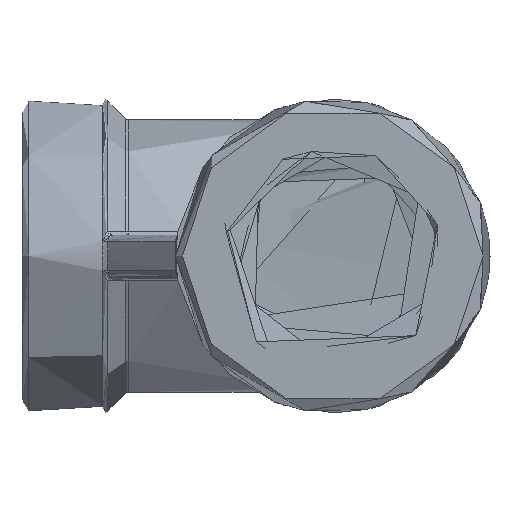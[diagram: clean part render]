
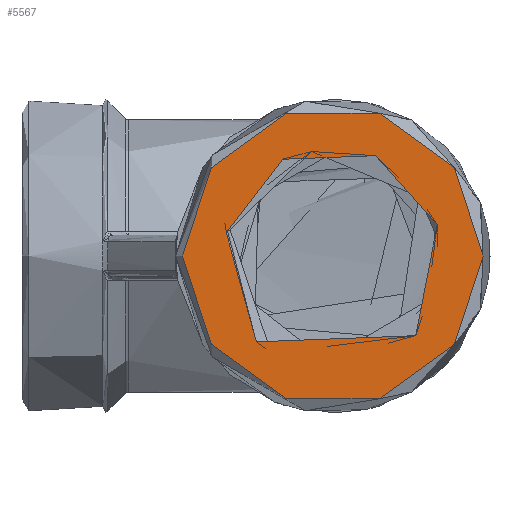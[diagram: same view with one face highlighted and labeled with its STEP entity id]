
A CAD part, left-side view. The second image highlights one B-rep face of the part: STEP entity #5567.
In plain terms, the highlighted planar face has unit normal (-1, 0, 0).
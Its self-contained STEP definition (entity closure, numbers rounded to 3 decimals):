
#913=FACE_BOUND('',#1780,.T.);
#1135=B_SPLINE_CURVE_WITH_KNOTS('',3,(#21479,#21480,#21481,#21482,#21483,
#21484,#21485,#21486,#21487,#21488),.UNSPECIFIED.,.F.,.F.,(4,2,2,2,4),(0.001,
0.206,0.414,0.629,0.848),
 .UNSPECIFIED.);
#1138=B_SPLINE_CURVE_WITH_KNOTS('',3,(#21785,#21786,#21787,#21788),
 .UNSPECIFIED.,.F.,.F.,(4,4),(0.,0.),.UNSPECIFIED.);
#1139=B_SPLINE_CURVE_WITH_KNOTS('',3,(#21794,#21795,#21796,#21797,#21798,
#21799,#21800,#21801,#21802,#21803),.UNSPECIFIED.,.F.,.F.,(4,2,2,2,4),(0.,
0.216,0.428,0.638,0.845),
 .UNSPECIFIED.);
#1140=B_SPLINE_CURVE_WITH_KNOTS('',3,(#21806,#21807,#21808,#21809),
 .UNSPECIFIED.,.F.,.F.,(4,4),(0.,0.),.UNSPECIFIED.);
#1141=B_SPLINE_CURVE_WITH_KNOTS('',3,(#21810,#21811,#21812,#21813,#21814,
#21815,#21816,#21817,#21818,#21819,#21820,#21821,#21822,#21823),
 .UNSPECIFIED.,.F.,.F.,(4,2,2,2,2,2,4),(0.001,0.109,
0.227,0.417,0.641,0.787,
0.913),.UNSPECIFIED.);
#1401=FACE_OUTER_BOUND('',#1779,.T.);
#1779=EDGE_LOOP('',(#4449));
#1780=EDGE_LOOP('',(#4450,#4451,#4452,#4453,#4454,#4455));
#2162=CIRCLE('',#6070,10.75);
#2163=CIRCLE('',#6071,7.8);
#2569=VERTEX_POINT('',#21477);
#2570=VERTEX_POINT('',#21478);
#2572=VERTEX_POINT('',#21501);
#2573=VERTEX_POINT('',#21790);
#2574=VERTEX_POINT('',#21792);
#2575=VERTEX_POINT('',#21793);
#2576=VERTEX_POINT('',#21804);
#3253=EDGE_CURVE('',#2569,#2570,#1135,.T.);
#3257=EDGE_CURVE('',#2570,#2572,#1138,.T.);
#3258=EDGE_CURVE('',#2573,#2573,#2162,.T.);
#3259=EDGE_CURVE('',#2574,#2575,#1139,.T.);
#3260=EDGE_CURVE('',#2575,#2576,#2163,.T.);
#3261=EDGE_CURVE('',#2576,#2569,#1140,.T.);
#3262=EDGE_CURVE('',#2572,#2574,#1141,.T.);
#4449=ORIENTED_EDGE('',*,*,#3258,.T.);
#4450=ORIENTED_EDGE('',*,*,#3259,.T.);
#4451=ORIENTED_EDGE('',*,*,#3260,.T.);
#4452=ORIENTED_EDGE('',*,*,#3261,.T.);
#4453=ORIENTED_EDGE('',*,*,#3253,.T.);
#4454=ORIENTED_EDGE('',*,*,#3257,.T.);
#4455=ORIENTED_EDGE('',*,*,#3262,.T.);
#5370=PLANE('',#6069);
#5567=ADVANCED_FACE('',(#1401,#913),#5370,.T.);
#6069=AXIS2_PLACEMENT_3D('',#21789,#6895,#6896);
#6070=AXIS2_PLACEMENT_3D('',#21791,#6897,#6898);
#6071=AXIS2_PLACEMENT_3D('',#21805,#6899,#6900);
#6895=DIRECTION('center_axis',(-1.,0.,0.));
#6896=DIRECTION('ref_axis',(0.,1.,0.));
#6897=DIRECTION('center_axis',(-1.,0.,0.));
#6898=DIRECTION('ref_axis',(0.,1.,0.));
#6899=DIRECTION('center_axis',(1.,0.,0.));
#6900=DIRECTION('ref_axis',(0.,0.977,0.212));
#21477=CARTESIAN_POINT('',(-22.25,-7.475,2.23));
#21478=CARTESIAN_POINT('',(-22.25,-5.938,-5.701));
#21479=CARTESIAN_POINT('Ctrl Pts',(-22.25,-7.475,2.23));
#21480=CARTESIAN_POINT('Ctrl Pts',(-22.25,-7.704,1.585));
#21481=CARTESIAN_POINT('Ctrl Pts',(-22.25,-7.848,
0.916));
#21482=CARTESIAN_POINT('Ctrl Pts',(-22.25,-7.959,
-0.461));
#21483=CARTESIAN_POINT('Ctrl Pts',(-22.25,-7.924,-1.161));
#21484=CARTESIAN_POINT('Ctrl Pts',(-22.25,-7.669,-2.552));
#21485=CARTESIAN_POINT('Ctrl Pts',(-22.25,-7.443,
-3.239));
#21486=CARTESIAN_POINT('Ctrl Pts',(-22.25,-6.817,
-4.542));
#21487=CARTESIAN_POINT('Ctrl Pts',(-22.25,-6.417,-5.15));
#21488=CARTESIAN_POINT('Ctrl Pts',(-22.25,-5.938,-5.701));
#21501=CARTESIAN_POINT('',(-22.25,-5.935,-5.704));
#21785=CARTESIAN_POINT('Ctrl Pts',(-22.25,-5.938,
-5.701));
#21786=CARTESIAN_POINT('Ctrl Pts',(-22.25,-5.937,
-5.702));
#21787=CARTESIAN_POINT('Ctrl Pts',(-22.25,-5.936,
-5.703));
#21788=CARTESIAN_POINT('Ctrl Pts',(-22.25,-5.935,-5.704));
#21789=CARTESIAN_POINT('Origin',(-22.25,0.,0.));
#21790=CARTESIAN_POINT('',(-22.25,-10.75,0.));
#21791=CARTESIAN_POINT('Origin',(-22.25,0.,0.));
#21792=CARTESIAN_POINT('',(-22.25,5.478,-6.143));
#21793=CARTESIAN_POINT('',(-22.25,7.623,1.652));
#21794=CARTESIAN_POINT('Ctrl Pts',(-22.25,5.477,-6.142));
#21795=CARTESIAN_POINT('Ctrl Pts',(-22.25,5.988,-5.637));
#21796=CARTESIAN_POINT('Ctrl Pts',(-22.25,6.434,-5.066));
#21797=CARTESIAN_POINT('Ctrl Pts',(-22.25,7.156,-3.834));
#21798=CARTESIAN_POINT('Ctrl Pts',(-22.25,7.433,-3.181));
#21799=CARTESIAN_POINT('Ctrl Pts',(-22.25,7.801,-1.813));
#21800=CARTESIAN_POINT('Ctrl Pts',(-22.25,7.894,-1.109));
#21801=CARTESIAN_POINT('Ctrl Pts',(-22.25,7.895,0.286));
#21802=CARTESIAN_POINT('Ctrl Pts',(-22.25,7.806,0.98));
#21803=CARTESIAN_POINT('Ctrl Pts',(-22.25,7.623,1.652));
#21804=CARTESIAN_POINT('',(-22.25,-7.472,2.237));
#21805=CARTESIAN_POINT('Origin',(-22.25,0.,0.));
#21806=CARTESIAN_POINT('Ctrl Pts',(-22.25,-7.472,
2.237));
#21807=CARTESIAN_POINT('Ctrl Pts',(-22.25,-7.473,
2.235));
#21808=CARTESIAN_POINT('Ctrl Pts',(-22.25,-7.474,
2.232));
#21809=CARTESIAN_POINT('Ctrl Pts',(-22.25,-7.475,2.23));
#21810=CARTESIAN_POINT('Ctrl Pts',(-22.25,-5.935,-5.704));
#21811=CARTESIAN_POINT('Ctrl Pts',(-22.25,-5.696,-5.979));
#21812=CARTESIAN_POINT('Ctrl Pts',(-22.25,-5.333,
-6.349));
#21813=CARTESIAN_POINT('Ctrl Pts',(-22.25,-4.271,
-7.147));
#21814=CARTESIAN_POINT('Ctrl Pts',(-22.25,-3.659,
-7.491));
#21815=CARTESIAN_POINT('Ctrl Pts',(-22.25,-1.982,
-8.165));
#21816=CARTESIAN_POINT('Ctrl Pts',(-22.25,-0.954,
-8.329));
#21817=CARTESIAN_POINT('Ctrl Pts',(-22.25,1.079,-8.332));
#21818=CARTESIAN_POINT('Ctrl Pts',(-22.25,2.079,-8.108));
#21819=CARTESIAN_POINT('Ctrl Pts',(-22.25,3.472,-7.563));
#21820=CARTESIAN_POINT('Ctrl Pts',(-22.25,3.992,-7.29));
#21821=CARTESIAN_POINT('Ctrl Pts',(-22.25,4.898,-6.675));
#21822=CARTESIAN_POINT('Ctrl Pts',(-22.25,5.23,-6.388));
#21823=CARTESIAN_POINT('Ctrl Pts',(-22.25,5.479,-6.144));
